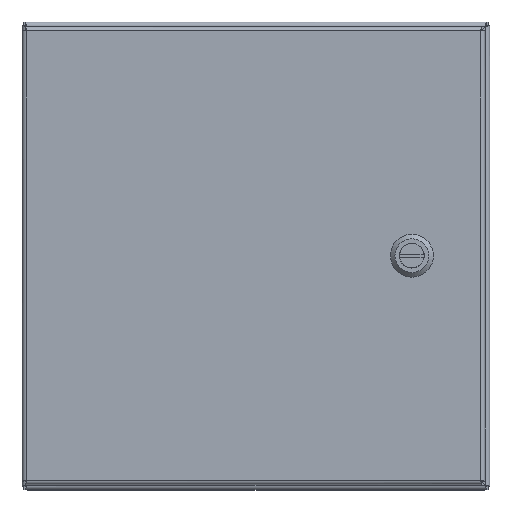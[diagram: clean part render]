
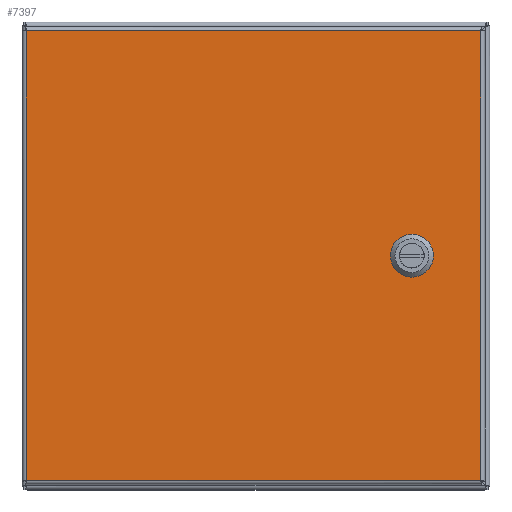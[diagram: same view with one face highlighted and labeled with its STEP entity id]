
A CAD part, top view. The second image highlights one B-rep face of the part: STEP entity #7397.
In plain terms, the highlighted face is planar.
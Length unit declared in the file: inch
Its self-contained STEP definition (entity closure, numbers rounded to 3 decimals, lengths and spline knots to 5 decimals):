
#5720=CARTESIAN_POINT('',(2.08762,6.275,0.0));
#5721=VERTEX_POINT('',#5720);
#5728=CARTESIAN_POINT('',(2.275,6.08762,0.0));
#5729=VERTEX_POINT('',#5728);
#5730=CARTESIAN_POINT('',(1.875,5.875,0.0));
#5731=DIRECTION('',(0.0,0.0,1.0));
#5732=DIRECTION('',(-0.469,-0.883,0.0));
#5733=AXIS2_PLACEMENT_3D('',#5730,#5731,#5732);
#5734=CIRCLE('',#5733,0.453);
#5735=EDGE_CURVE('',#5729,#5721,#5734,.T.);
#5760=CARTESIAN_POINT('',(2.275,5.66238,0.0));
#5761=VERTEX_POINT('',#5760);
#5762=CARTESIAN_POINT('',(2.275,5.66238,0.0));
#5763=DIRECTION('',(0.0,1.0,0.0));
#5764=VECTOR('',#5763,0.42525);
#5765=LINE('',#5762,#5764);
#5766=EDGE_CURVE('',#5761,#5729,#5765,.T.);
#5792=CARTESIAN_POINT('',(2.08762,5.475,0.0));
#5793=VERTEX_POINT('',#5792);
#5794=CARTESIAN_POINT('',(1.875,5.875,0.0));
#5795=DIRECTION('',(0.0,0.0,1.0));
#5796=DIRECTION('',(-0.883,0.469,0.0));
#5797=AXIS2_PLACEMENT_3D('',#5794,#5795,#5796);
#5798=CIRCLE('',#5797,0.453);
#5799=EDGE_CURVE('',#5793,#5761,#5798,.T.);
#5824=CARTESIAN_POINT('',(1.66238,5.475,0.0));
#5825=VERTEX_POINT('',#5824);
#5826=CARTESIAN_POINT('',(1.66238,5.475,0.0));
#5827=DIRECTION('',(1.0,0.0,0.0));
#5828=VECTOR('',#5827,0.42525);
#5829=LINE('',#5826,#5828);
#5830=EDGE_CURVE('',#5825,#5793,#5829,.T.);
#5856=CARTESIAN_POINT('',(1.475,5.66238,0.0));
#5857=VERTEX_POINT('',#5856);
#5858=CARTESIAN_POINT('',(1.875,5.875,0.0));
#5859=DIRECTION('',(0.0,0.0,1.0));
#5860=DIRECTION('',(0.469,0.883,0.0));
#5861=AXIS2_PLACEMENT_3D('',#5858,#5859,#5860);
#5862=CIRCLE('',#5861,0.453);
#5863=EDGE_CURVE('',#5857,#5825,#5862,.T.);
#5888=CARTESIAN_POINT('',(1.475,6.08762,0.0));
#5889=VERTEX_POINT('',#5888);
#5890=CARTESIAN_POINT('',(1.475,6.08762,0.0));
#5891=DIRECTION('',(0.0,-1.0,0.0));
#5892=VECTOR('',#5891,0.42525);
#5893=LINE('',#5890,#5892);
#5894=EDGE_CURVE('',#5889,#5857,#5893,.T.);
#5920=CARTESIAN_POINT('',(1.66238,6.275,0.0));
#5921=VERTEX_POINT('',#5920);
#5922=CARTESIAN_POINT('',(1.875,5.875,0.0));
#5923=DIRECTION('',(0.0,0.0,1.0));
#5924=DIRECTION('',(0.883,-0.469,0.0));
#5925=AXIS2_PLACEMENT_3D('',#5922,#5923,#5924);
#5926=CIRCLE('',#5925,0.453);
#5927=EDGE_CURVE('',#5921,#5889,#5926,.T.);
#5950=CARTESIAN_POINT('',(2.08762,6.275,0.0));
#5951=DIRECTION('',(-1.0,0.0,0.0));
#5952=VECTOR('',#5951,0.42525);
#5953=LINE('',#5950,#5952);
#5954=EDGE_CURVE('',#5721,#5921,#5953,.T.);
#6405=CARTESIAN_POINT('',(11.76975,0.10525,0.));
#6406=VERTEX_POINT('',#6405);
#6417=CARTESIAN_POINT('',(11.76975,11.64475,0.));
#6418=VERTEX_POINT('',#6417);
#6419=CARTESIAN_POINT('',(11.76975,11.64475,0.0));
#6420=DIRECTION('',(0.0,-1.0,0.0));
#6421=VECTOR('',#6420,11.5395);
#6422=LINE('',#6419,#6421);
#6423=EDGE_CURVE('',#6418,#6406,#6422,.T.);
#6575=CARTESIAN_POINT('',(0.10525,0.10525,0.));
#6576=VERTEX_POINT('',#6575);
#6587=CARTESIAN_POINT('',(11.76975,0.10525,0.0));
#6588=DIRECTION('',(-1.0,0.0,0.0));
#6589=VECTOR('',#6588,11.6645);
#6590=LINE('',#6587,#6589);
#6591=EDGE_CURVE('',#6406,#6576,#6590,.T.);
#6852=CARTESIAN_POINT('',(0.10525,11.64475,0.));
#6853=VERTEX_POINT('',#6852);
#6864=CARTESIAN_POINT('',(0.10525,0.10525,0.0));
#6865=DIRECTION('',(0.0,1.0,0.0));
#6866=VECTOR('',#6865,11.5395);
#6867=LINE('',#6864,#6866);
#6868=EDGE_CURVE('',#6576,#6853,#6867,.T.);
#7133=CARTESIAN_POINT('',(0.10525,11.64475,0.0));
#7134=DIRECTION('',(1.0,0.0,0.0));
#7135=VECTOR('',#7134,11.6645);
#7136=LINE('',#7133,#7135);
#7137=EDGE_CURVE('',#6853,#6418,#7136,.T.);
#7376=CARTESIAN_POINT('',(5.9375,5.875,0.0));
#7377=DIRECTION('',(0.0,0.0,1.0));
#7378=DIRECTION('',(1.0,0.0,0.0));
#7379=AXIS2_PLACEMENT_3D('',#7376,#7377,#7378);
#7380=PLANE('',#7379);
#7381=ORIENTED_EDGE('',*,*,#6423,.T.);
#7382=ORIENTED_EDGE('',*,*,#6591,.T.);
#7383=ORIENTED_EDGE('',*,*,#6868,.T.);
#7384=ORIENTED_EDGE('',*,*,#7137,.T.);
#7385=EDGE_LOOP('',(#7381,#7382,#7383,#7384));
#7386=FACE_OUTER_BOUND('',#7385,.T.);
#7387=ORIENTED_EDGE('',*,*,#5735,.T.);
#7388=ORIENTED_EDGE('',*,*,#5954,.T.);
#7389=ORIENTED_EDGE('',*,*,#5927,.T.);
#7390=ORIENTED_EDGE('',*,*,#5894,.T.);
#7391=ORIENTED_EDGE('',*,*,#5863,.T.);
#7392=ORIENTED_EDGE('',*,*,#5830,.T.);
#7393=ORIENTED_EDGE('',*,*,#5799,.T.);
#7394=ORIENTED_EDGE('',*,*,#5766,.T.);
#7395=EDGE_LOOP('',(#7387,#7388,#7389,#7390,#7391,#7392,#7393,#7394));
#7396=FACE_BOUND('',#7395,.T.);
#7397=ADVANCED_FACE('',(#7386,#7396),#7380,.F.);
